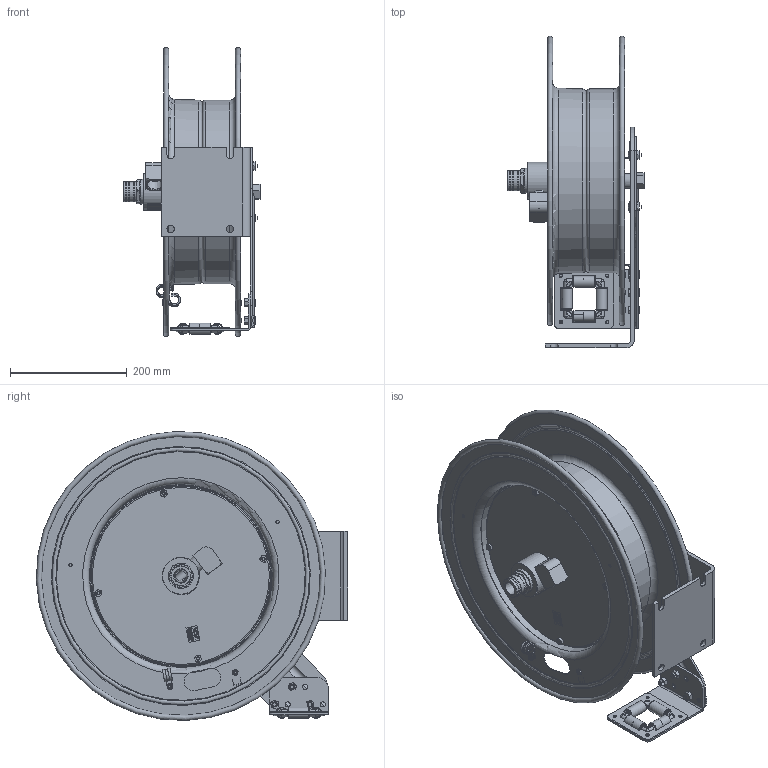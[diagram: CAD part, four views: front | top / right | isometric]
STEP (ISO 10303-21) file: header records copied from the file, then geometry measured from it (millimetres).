
FILE_DESCRIPTION(/* description */ (''),/* implementation_level */ '2;1');
FILE_NAME(/* name */ 'SH-N-525-DF-BBX_SHARED.stp',/* time_stamp */ '2015-02-04T12:18:18-07:00',/* author */ ('MEngquist'),/* organization */ (''),/* preprocessor_version */ 'ST-DEVELOPER v15.6',/* originating_system */ 'Autodesk Inventor 2015',/* authorisation */ '');
FILE_SCHEMA (('AUTOMOTIVE_DESIGN { 1 0 10303 214 3 1 1 }'));
Length unit declared in the file: inch
Products named in the file (1): SH-N-525-DF-BBX_SHARED
Bounding box: 236.22 x 533.26 x 495.04 mm (x, y, z)
Surface area: 1290112.5 mm2 (no closed solid volume)
Topology: 0 solids, 124 shells, 436 faces, 4520 edges, 4127 vertices
Faces by surface type: plane 265, cylinder 98, torus 30, cone 23, sphere 18, bspline 2
Full cylindrical faces by diameter (mm): 4.826 x1, 8.731 x7, 12.7 x2, 13.462 x1, 19.05 x5, 25.362 x1, 34.544 x4, 39.624 x1, 42.926 x1, 63.5 x1, 306.324 x1, 311.912 x1, 314.95 x1
Entity records: 42224 total; most frequent: CARTESIAN_POINT 12799, ORIENTED_EDGE 4982, DIRECTION 4762, EDGE_CURVE 4435, VERTEX_POINT 4113, LINE 2460, VECTOR 2460, AXIS2_PLACEMENT_3D 1151
